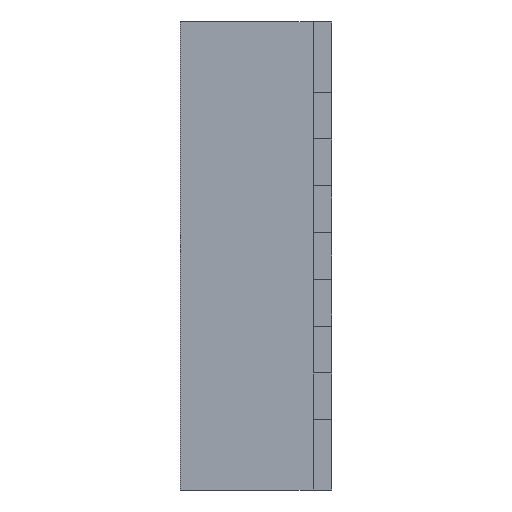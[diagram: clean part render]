
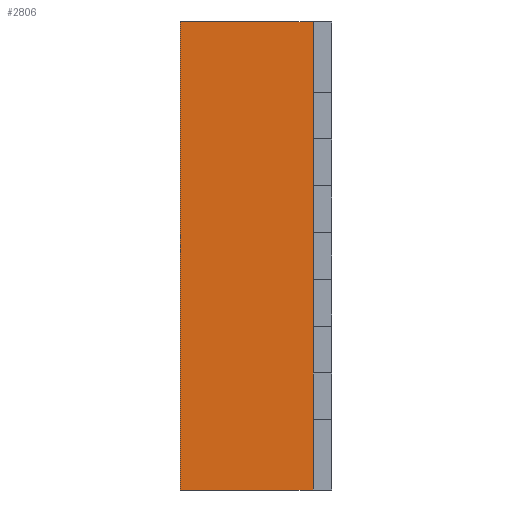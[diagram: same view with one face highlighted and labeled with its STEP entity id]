
A CAD part, left-side view. The second image highlights one B-rep face of the part: STEP entity #2806.
In plain terms, the highlighted planar face has unit normal (-1, 0, 0).
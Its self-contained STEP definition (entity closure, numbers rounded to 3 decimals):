
#67 = DIRECTION ( 'NONE',  ( 0., 0., 1. ) ) ;
#817 = DIRECTION ( 'NONE',  ( 0., 0., 1. ) ) ;
#1513 = VECTOR ( 'NONE', #817, 1000. ) ;
#1946 = LINE ( 'NONE', #4242, #5130 ) ;
#2288 = CARTESIAN_POINT ( 'NONE',  ( -1.5, 5.525, 0. ) ) ;
#2444 = CARTESIAN_POINT ( 'NONE',  ( -1.5, 5.525, 1.25 ) ) ;
#2475 = EDGE_CURVE ( 'NONE', #4036, #4381, #3234, .T. ) ;
#2576 = CARTESIAN_POINT ( 'NONE',  ( -1.5, 0.1, 0. ) ) ;
#2654 = EDGE_CURVE ( 'NONE', #6860, #6983, #1946, .T. ) ;
#2686 = EDGE_CURVE ( 'NONE', #6860, #4036, #5021, .T. ) ;
#2806 = ADVANCED_FACE ( 'NONE', ( #7411 ), #7502, .F. ) ;
#3049 = DIRECTION ( 'NONE',  ( 0., -1., 0. ) ) ;
#3234 = LINE ( 'NONE', #2576, #1513 ) ;
#3248 = CARTESIAN_POINT ( 'NONE',  ( -1.5, 0.1, 1.25 ) ) ;
#3299 = EDGE_CURVE ( 'NONE', #6983, #4381, #3552, .T. ) ;
#3331 = DIRECTION ( 'NONE',  ( 1., 0., 0. ) ) ;
#3552 = LINE ( 'NONE', #2444, #5489 ) ;
#4036 = VERTEX_POINT ( 'NONE', #6532 ) ;
#4242 = CARTESIAN_POINT ( 'NONE',  ( -1.5, 0.81, 0. ) ) ;
#4352 = CARTESIAN_POINT ( 'NONE',  ( -1.5, 5.525, -1.25 ) ) ;
#4381 = VERTEX_POINT ( 'NONE', #3248 ) ;
#4538 = DIRECTION ( 'NONE',  ( 0., 1., 0. ) ) ;
#5021 = LINE ( 'NONE', #4352, #6572 ) ;
#5023 = CARTESIAN_POINT ( 'NONE',  ( -1.5, 0.81, 1.25 ) ) ;
#5130 = VECTOR ( 'NONE', #67, 1000. ) ;
#5260 = EDGE_LOOP ( 'NONE', ( #7053, #6195, #5538, #5843 ) ) ;
#5489 = VECTOR ( 'NONE', #3049, 1000. ) ;
#5538 = ORIENTED_EDGE ( 'NONE', *, *, #2475, .T. ) ;
#5843 = ORIENTED_EDGE ( 'NONE', *, *, #3299, .F. ) ;
#5971 = AXIS2_PLACEMENT_3D ( 'NONE', #2288, #3331, #4538 ) ;
#6195 = ORIENTED_EDGE ( 'NONE', *, *, #2686, .T. ) ;
#6532 = CARTESIAN_POINT ( 'NONE',  ( -1.5, 0.1, -1.25 ) ) ;
#6572 = VECTOR ( 'NONE', #6666, 1000. ) ;
#6666 = DIRECTION ( 'NONE',  ( 0., -1., 0. ) ) ;
#6712 = CARTESIAN_POINT ( 'NONE',  ( -1.5, 0.81, -1.25 ) ) ;
#6860 = VERTEX_POINT ( 'NONE', #6712 ) ;
#6983 = VERTEX_POINT ( 'NONE', #5023 ) ;
#7053 = ORIENTED_EDGE ( 'NONE', *, *, #2654, .F. ) ;
#7411 = FACE_OUTER_BOUND ( 'NONE', #5260, .T. ) ;
#7502 = PLANE ( 'NONE',  #5971 ) ;
